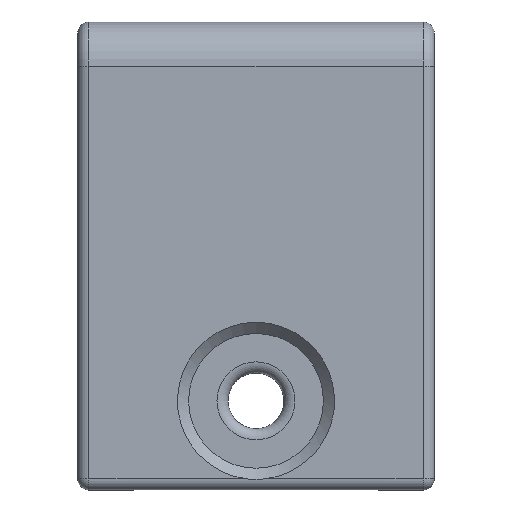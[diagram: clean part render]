
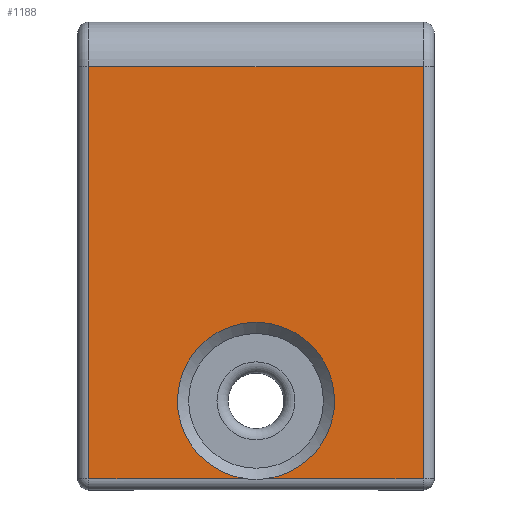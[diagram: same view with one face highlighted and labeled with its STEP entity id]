
A CAD part, left-side view. The second image highlights one B-rep face of the part: STEP entity #1188.
In plain terms, the highlighted planar face has unit normal (-1, 0, 0).
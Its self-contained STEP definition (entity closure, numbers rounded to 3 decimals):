
#52=PLANE('',#1349);
#96=LINE('',#2402,#161);
#97=LINE('',#2403,#162);
#100=LINE('',#2416,#165);
#101=LINE('',#2420,#166);
#103=LINE('',#2429,#168);
#161=VECTOR('',#1582,10.);
#162=VECTOR('',#1583,10.);
#165=VECTOR('',#1600,10.);
#166=VECTOR('',#1605,10.);
#168=VECTOR('',#1619,10.);
#282=FACE_OUTER_BOUND('',#360,.T.);
#360=EDGE_LOOP('',(#1080,#1081,#1082,#1083,#1084,#1085,#1086));
#467=CIRCLE('',#1350,3.525);
#468=CIRCLE('',#1351,3.525);
#550=VERTEX_POINT('',#2383);
#551=VERTEX_POINT('',#2387);
#553=VERTEX_POINT('',#2393);
#554=VERTEX_POINT('',#2394);
#556=VERTEX_POINT('',#2409);
#558=VERTEX_POINT('',#2418);
#572=VERTEX_POINT('',#2589);
#703=EDGE_CURVE('',#554,#550,#96,.T.);
#704=EDGE_CURVE('',#551,#553,#97,.T.);
#711=EDGE_CURVE('',#556,#551,#100,.T.);
#713=EDGE_CURVE('',#550,#558,#101,.T.);
#717=EDGE_CURVE('',#558,#556,#103,.T.);
#744=EDGE_CURVE('',#572,#554,#467,.T.);
#745=EDGE_CURVE('',#553,#572,#468,.T.);
#1080=ORIENTED_EDGE('',*,*,#711,.F.);
#1081=ORIENTED_EDGE('',*,*,#717,.F.);
#1082=ORIENTED_EDGE('',*,*,#713,.F.);
#1083=ORIENTED_EDGE('',*,*,#703,.F.);
#1084=ORIENTED_EDGE('',*,*,#744,.F.);
#1085=ORIENTED_EDGE('',*,*,#745,.F.);
#1086=ORIENTED_EDGE('',*,*,#704,.F.);
#1188=ADVANCED_FACE('',(#282),#52,.T.);
#1349=AXIS2_PLACEMENT_3D('',#2588,#1689,#1690);
#1350=AXIS2_PLACEMENT_3D('',#2590,#1691,#1692);
#1351=AXIS2_PLACEMENT_3D('',#2591,#1693,#1694);
#1582=DIRECTION('',(0.,1.,0.));
#1583=DIRECTION('',(0.,1.,0.));
#1600=DIRECTION('',(0.,0.,-1.));
#1605=DIRECTION('',(0.,0.,1.));
#1619=DIRECTION('',(0.,-1.,0.));
#1689=DIRECTION('center_axis',(-1.,0.,0.));
#1690=DIRECTION('ref_axis',(0.,0.,1.));
#1691=DIRECTION('center_axis',(-1.,0.,0.));
#1692=DIRECTION('ref_axis',(0.,0.,-1.));
#1693=DIRECTION('center_axis',(-1.,0.,0.));
#1694=DIRECTION('ref_axis',(0.,0.,-1.));
#2383=CARTESIAN_POINT('',(-10.,7.5,0.5));
#2387=CARTESIAN_POINT('',(-10.,-7.5,0.5));
#2393=CARTESIAN_POINT('',(-10.,-0.419,0.5));
#2394=CARTESIAN_POINT('',(-10.,0.419,0.5));
#2402=CARTESIAN_POINT('',(-10.,0.,0.5));
#2403=CARTESIAN_POINT('',(-10.,0.,0.5));
#2409=CARTESIAN_POINT('',(-10.,-7.5,19.));
#2416=CARTESIAN_POINT('',(-10.,-7.5,5.25));
#2418=CARTESIAN_POINT('',(-10.,7.5,19.));
#2420=CARTESIAN_POINT('',(-10.,7.5,5.25));
#2429=CARTESIAN_POINT('',(-10.,0.,19.));
#2588=CARTESIAN_POINT('Origin',(-10.,0.,0.));
#2589=CARTESIAN_POINT('',(-10.,0.,7.525));
#2590=CARTESIAN_POINT('Origin',(-10.,0.,4.));
#2591=CARTESIAN_POINT('Origin',(-10.,0.,4.));
